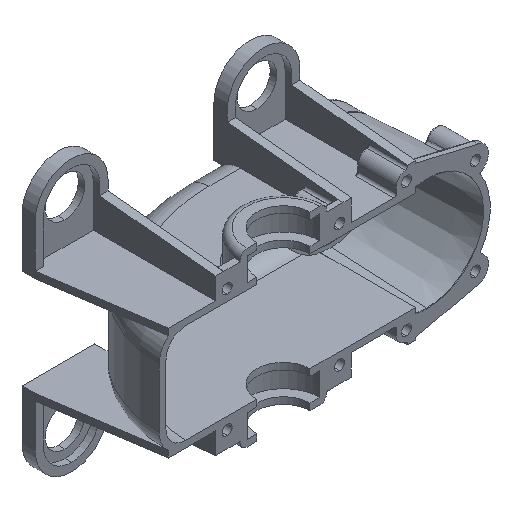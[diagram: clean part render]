
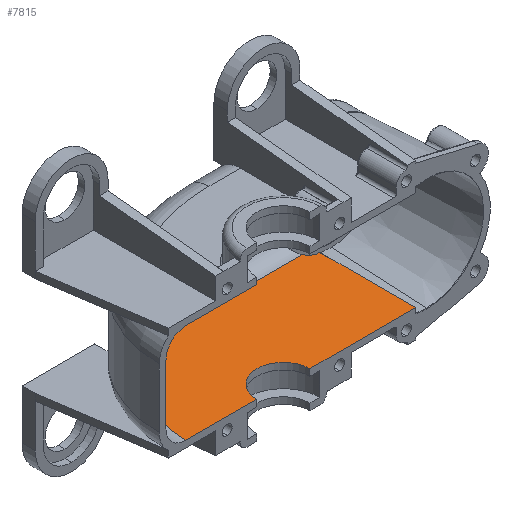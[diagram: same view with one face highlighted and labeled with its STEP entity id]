
A CAD part, isometric view. The second image highlights one B-rep face of the part: STEP entity #7815.
In plain terms, the highlighted planar face has unit normal (0, 0, 1).
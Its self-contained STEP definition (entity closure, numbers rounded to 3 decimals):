
#9 = VECTOR ( 'NONE', #7315, 1000. ) ;
#160 = CARTESIAN_POINT ( 'NONE',  ( 8.507, -23.373, -15. ) ) ;
#210 = EDGE_CURVE ( 'NONE', #4707, #8979, #9036, .T. ) ;
#488 = CIRCLE ( 'NONE', #3833, 54.373 ) ;
#516 = VECTOR ( 'NONE', #1042, 1000. ) ;
#687 = DIRECTION ( 'NONE',  ( 1., 0., 0. ) ) ;
#1000 = CARTESIAN_POINT ( 'NONE',  ( 8., 0., -15. ) ) ;
#1042 = DIRECTION ( 'NONE',  ( 0., 1., 0. ) ) ;
#1277 = EDGE_CURVE ( 'NONE', #3642, #3496, #2845, .T. ) ;
#1469 = CARTESIAN_POINT ( 'NONE',  ( -37.5, 0., -15. ) ) ;
#1689 = DIRECTION ( 'NONE',  ( 0., 0., -1. ) ) ;
#1887 = DIRECTION ( 'NONE',  ( 0., -1., 0. ) ) ;
#2123 = CARTESIAN_POINT ( 'NONE',  ( 0., 0., -15. ) ) ;
#2183 = VERTEX_POINT ( 'NONE', #8211 ) ;
#2337 = ORIENTED_EDGE ( 'NONE', *, *, #8708, .T. ) ;
#2348 = CARTESIAN_POINT ( 'NONE',  ( 8.507, 31., -15. ) ) ;
#2392 = EDGE_CURVE ( 'NONE', #3496, #2760, #7994, .T. ) ;
#2760 = VERTEX_POINT ( 'NONE', #7495 ) ;
#2845 = LINE ( 'NONE', #6513, #9 ) ;
#3045 = ORIENTED_EDGE ( 'NONE', *, *, #9285, .F. ) ;
#3089 = ORIENTED_EDGE ( 'NONE', *, *, #1277, .F. ) ;
#3167 = ORIENTED_EDGE ( 'NONE', *, *, #2392, .F. ) ;
#3496 = VERTEX_POINT ( 'NONE', #6362 ) ;
#3546 = CIRCLE ( 'NONE', #7316, 29.5 ) ;
#3551 = LINE ( 'NONE', #2348, #6953 ) ;
#3573 = PLANE ( 'NONE',  #4726 ) ;
#3606 = CARTESIAN_POINT ( 'NONE',  ( 8.507, -23.373, -15. ) ) ;
#3642 = VERTEX_POINT ( 'NONE', #4621 ) ;
#3833 = AXIS2_PLACEMENT_3D ( 'NONE', #160, #7367, #5243 ) ;
#3956 = VERTEX_POINT ( 'NONE', #7849 ) ;
#4128 = ORIENTED_EDGE ( 'NONE', *, *, #8369, .F. ) ;
#4177 = AXIS2_PLACEMENT_3D ( 'NONE', #2123, #4297, #4948 ) ;
#4297 = DIRECTION ( 'NONE',  ( 0., 0., 1. ) ) ;
#4381 = EDGE_LOOP ( 'NONE', ( #3089, #5072, #4128, #3045, #5348, #2337, #8115, #8592, #3167 ) ) ;
#4621 = CARTESIAN_POINT ( 'NONE',  ( 38.698, 29., -15. ) ) ;
#4707 = VERTEX_POINT ( 'NONE', #1000 ) ;
#4726 = AXIS2_PLACEMENT_3D ( 'NONE', #3606, #9433, #687 ) ;
#4785 = DIRECTION ( 'NONE',  ( 1., 0., 0. ) ) ;
#4827 = LINE ( 'NONE', #9391, #516 ) ;
#4948 = DIRECTION ( 'NONE',  ( 1., 0., 0. ) ) ;
#5072 = ORIENTED_EDGE ( 'NONE', *, *, #7507, .T. ) ;
#5243 = DIRECTION ( 'NONE',  ( 1., 0., 0. ) ) ;
#5272 = VECTOR ( 'NONE', #1887, 1000. ) ;
#5281 = CARTESIAN_POINT ( 'NONE',  ( 0., 0., -15. ) ) ;
#5322 = VERTEX_POINT ( 'NONE', #6863 ) ;
#5348 = ORIENTED_EDGE ( 'NONE', *, *, #6512, .F. ) ;
#5979 = VERTEX_POINT ( 'NONE', #8901 ) ;
#6362 = CARTESIAN_POINT ( 'NONE',  ( 40., 29., -15. ) ) ;
#6512 = EDGE_CURVE ( 'NONE', #2183, #5322, #3546, .T. ) ;
#6513 = CARTESIAN_POINT ( 'NONE',  ( 8.507, 29., -15. ) ) ;
#6863 = CARTESIAN_POINT ( 'NONE',  ( -10.09, 27.721, -15. ) ) ;
#6953 = VECTOR ( 'NONE', #7472, 1000. ) ;
#6961 = CARTESIAN_POINT ( 'NONE',  ( 40., 39., -15. ) ) ;
#7040 = FACE_OUTER_BOUND ( 'NONE', #4381, .T. ) ;
#7196 = CARTESIAN_POINT ( 'NONE',  ( -8., 0., -15. ) ) ;
#7315 = DIRECTION ( 'NONE',  ( 1., 0., 0. ) ) ;
#7316 = AXIS2_PLACEMENT_3D ( 'NONE', #5281, #1689, #7469 ) ;
#7367 = DIRECTION ( 'NONE',  ( 0., 0., -1. ) ) ;
#7469 = DIRECTION ( 'NONE',  ( 1., 0., 0. ) ) ;
#7472 = DIRECTION ( 'NONE',  ( 1., 0., 0. ) ) ;
#7495 = CARTESIAN_POINT ( 'NONE',  ( 40., 0., -15. ) ) ;
#7507 = EDGE_CURVE ( 'NONE', #3642, #3956, #4827, .T. ) ;
#7528 = DIRECTION ( 'NONE',  ( 1., 0., 0. ) ) ;
#7529 = VECTOR ( 'NONE', #4785, 1000. ) ;
#7751 = LINE ( 'NONE', #9167, #7529 ) ;
#7815 = ADVANCED_FACE ( 'NONE', ( #7040 ), #3573, .T. ) ;
#7849 = CARTESIAN_POINT ( 'NONE',  ( 38.698, 31., -15. ) ) ;
#7994 = LINE ( 'NONE', #6961, #5272 ) ;
#8115 = ORIENTED_EDGE ( 'NONE', *, *, #210, .F. ) ;
#8211 = CARTESIAN_POINT ( 'NONE',  ( -29.5, 0., -15. ) ) ;
#8237 = EDGE_CURVE ( 'NONE', #4707, #2760, #7751, .T. ) ;
#8333 = VECTOR ( 'NONE', #7528, 1000. ) ;
#8369 = EDGE_CURVE ( 'NONE', #5979, #3956, #3551, .T. ) ;
#8560 = LINE ( 'NONE', #1469, #8333 ) ;
#8592 = ORIENTED_EDGE ( 'NONE', *, *, #8237, .T. ) ;
#8708 = EDGE_CURVE ( 'NONE', #2183, #8979, #8560, .T. ) ;
#8901 = CARTESIAN_POINT ( 'NONE',  ( 8.507, 31., -15. ) ) ;
#8979 = VERTEX_POINT ( 'NONE', #7196 ) ;
#9036 = CIRCLE ( 'NONE', #4177, 8. ) ;
#9167 = CARTESIAN_POINT ( 'NONE',  ( -37.5, 0., -15. ) ) ;
#9285 = EDGE_CURVE ( 'NONE', #5322, #5979, #488, .T. ) ;
#9391 = CARTESIAN_POINT ( 'NONE',  ( 38.698, 29., -15. ) ) ;
#9433 = DIRECTION ( 'NONE',  ( 0., 0., 1. ) ) ;
